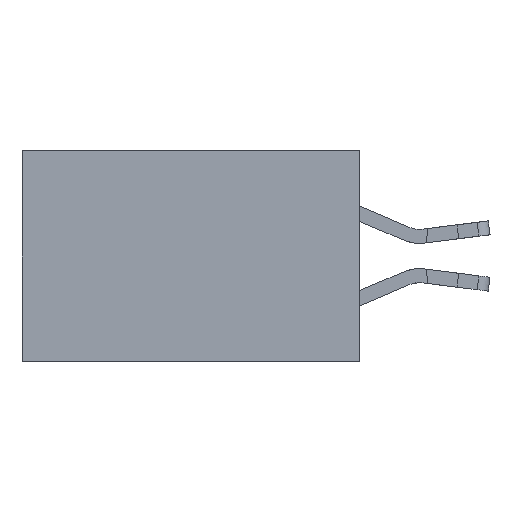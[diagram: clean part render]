
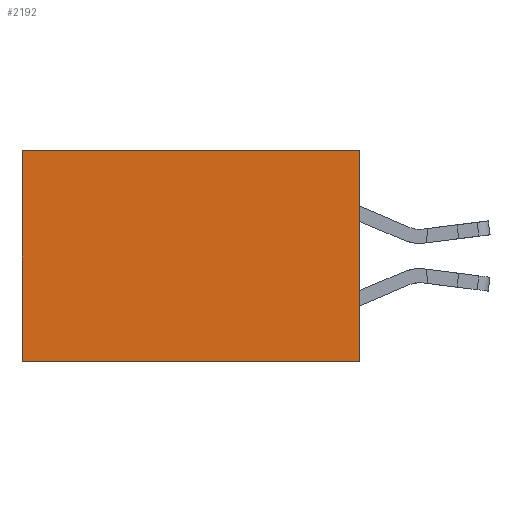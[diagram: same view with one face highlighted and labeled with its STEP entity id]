
A CAD part, left-side view. The second image highlights one B-rep face of the part: STEP entity #2192.
In plain terms, the highlighted planar face has unit normal (-1, 0, 0).
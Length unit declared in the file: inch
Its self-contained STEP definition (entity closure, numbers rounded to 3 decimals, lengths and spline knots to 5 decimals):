
#56 = VECTOR ( 'NONE', #10509, 39.37008 ) ;
#125 = VERTEX_POINT ( 'NONE', #4597 ) ;
#218 = VERTEX_POINT ( 'NONE', #9229 ) ;
#441 = CARTESIAN_POINT ( 'NONE',  ( 0.2875, 0., 0. ) ) ;
#452 = EDGE_CURVE ( 'NONE', #218, #3128, #6277, .T. ) ;
#876 = DIRECTION ( 'NONE',  ( 1., 0., 0. ) ) ;
#1138 = CARTESIAN_POINT ( 'NONE',  ( 0.2875, 0., -0.375 ) ) ;
#1513 = CARTESIAN_POINT ( 'NONE',  ( 0.2875, 0.6, -0.375 ) ) ;
#2192 = ADVANCED_FACE ( 'NONE', ( #12677 ), #6154, .F. ) ;
#2321 = AXIS2_PLACEMENT_3D ( 'NONE', #10386, #876, #9336 ) ;
#2514 = DIRECTION ( 'NONE',  ( 0., 1., 0. ) ) ;
#2998 = ORIENTED_EDGE ( 'NONE', *, *, #12452, .T. ) ;
#3128 = VERTEX_POINT ( 'NONE', #3251 ) ;
#3251 = CARTESIAN_POINT ( 'NONE',  ( 0.2875, 0.6, -0.375 ) ) ;
#4018 = EDGE_CURVE ( 'NONE', #10850, #218, #6116, .T. ) ;
#4597 = CARTESIAN_POINT ( 'NONE',  ( 0.2875, 0.6, 0. ) ) ;
#4879 = DIRECTION ( 'NONE',  ( 0., 0., -1. ) ) ;
#5748 = DIRECTION ( 'NONE',  ( 0., 0., -1. ) ) ;
#5837 = CARTESIAN_POINT ( 'NONE',  ( 0.2875, 0., -0.375 ) ) ;
#6116 = LINE ( 'NONE', #5837, #7739 ) ;
#6154 = PLANE ( 'NONE',  #2321 ) ;
#6277 = LINE ( 'NONE', #1138, #56 ) ;
#6354 = ORIENTED_EDGE ( 'NONE', *, *, #6472, .T. ) ;
#6472 = EDGE_CURVE ( 'NONE', #125, #3128, #13313, .T. ) ;
#7015 = EDGE_LOOP ( 'NONE', ( #6354, #12765, #7387, #2998 ) ) ;
#7305 = CARTESIAN_POINT ( 'NONE',  ( 0.2875, 0., 0. ) ) ;
#7387 = ORIENTED_EDGE ( 'NONE', *, *, #4018, .F. ) ;
#7739 = VECTOR ( 'NONE', #4879, 39.37008 ) ;
#9050 = LINE ( 'NONE', #441, #12500 ) ;
#9229 = CARTESIAN_POINT ( 'NONE',  ( 0.2875, 0., -0.375 ) ) ;
#9336 = DIRECTION ( 'NONE',  ( 0., 0., -1. ) ) ;
#10386 = CARTESIAN_POINT ( 'NONE',  ( 0.2875, 0., -0.375 ) ) ;
#10509 = DIRECTION ( 'NONE',  ( 0., 1., 0. ) ) ;
#10850 = VERTEX_POINT ( 'NONE', #7305 ) ;
#11203 = VECTOR ( 'NONE', #5748, 39.37008 ) ;
#12452 = EDGE_CURVE ( 'NONE', #10850, #125, #9050, .T. ) ;
#12500 = VECTOR ( 'NONE', #2514, 39.37008 ) ;
#12677 = FACE_OUTER_BOUND ( 'NONE', #7015, .T. ) ;
#12765 = ORIENTED_EDGE ( 'NONE', *, *, #452, .F. ) ;
#13313 = LINE ( 'NONE', #1513, #11203 ) ;
